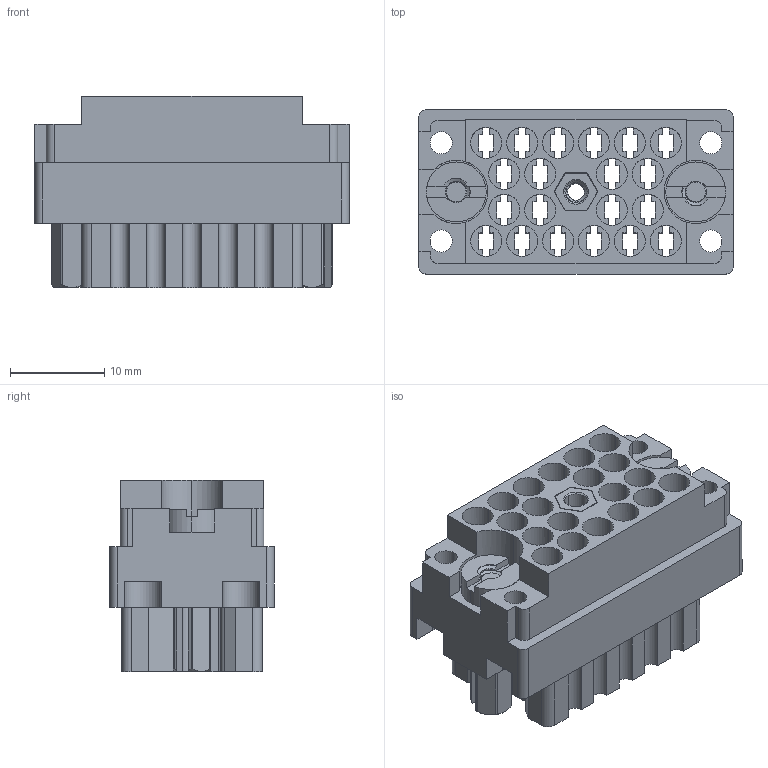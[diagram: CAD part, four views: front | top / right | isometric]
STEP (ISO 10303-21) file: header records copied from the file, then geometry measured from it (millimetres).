
FILE_DESCRIPTION (( 'STEP AP203' ), '1' );
FILE_NAME ('516-020-000-202.STEP', '2020-03-04T15:44:47', ( '' ), ( '' ), 'SwSTEP 2.0', 'SolidWorks 2016', '' );
FILE_SCHEMA (( 'CONFIG_CONTROL_DESIGN' ));
Length unit declared in the file: inch
Products named in the file (6): 516-252-025-100_516-252-025-100; 516-221-020-102_020; 516-252-021-102_020; 516-020-000-202; 516 Part Receptacle_020; 516-221-020-102_021
Assembly tree (6 placements, depth 2):
  516-020-000-202
    516 Part Receptacle_020
    516-252-021-102_020  x2
    516-221-020-102_020
    516-252-025-100_516-252-025-100
    516-221-020-102_021
Bounding box: 33.32 x 17.42 x 20.27 mm (x, y, z)
Volume: 5422.9 mm3; surface area: 9393.4 mm2
Topology: 6 solids, 6 shells, 838 faces, 2407 edges, 1589 vertices
Faces by surface type: plane 471, cylinder 289, cone 47, bspline 31
Entity records: 33737 total; most frequent: CARTESIAN_POINT 11896, ORIENTED_EDGE 4626, DIRECTION 4278, EDGE_CURVE 2313, VERTEX_POINT 1529, LINE 1490, VECTOR 1490, AXIS2_PLACEMENT_3D 1394
